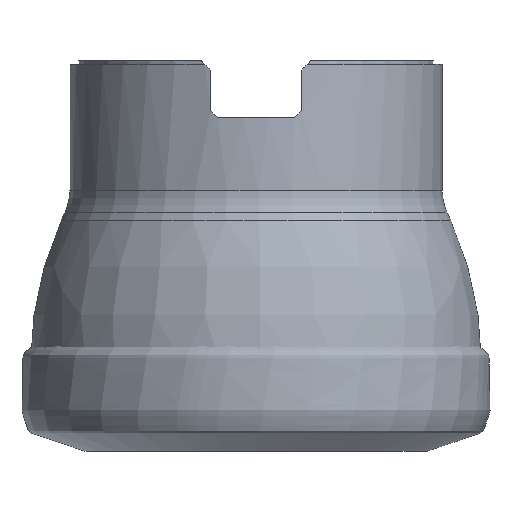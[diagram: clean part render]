
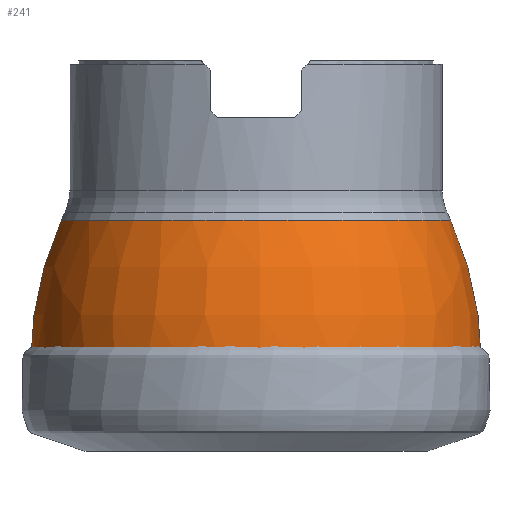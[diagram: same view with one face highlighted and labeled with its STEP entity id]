
A CAD part, front view. The second image highlights one B-rep face of the part: STEP entity #241.
In plain terms, the highlighted free-form (B-spline) face has degree [3, 3] with [4, 7] control points.
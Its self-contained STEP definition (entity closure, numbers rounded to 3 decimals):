
#231=(
BOUNDED_SURFACE()
B_SPLINE_SURFACE(3,3,((#1274,#1275,#1276,#1277,#1278,#1279,#1280),(#1281,
#1282,#1283,#1284,#1285,#1286,#1287),(#1288,#1289,#1290,#1291,#1292,#1293,
#1294),(#1295,#1296,#1297,#1298,#1299,#1300,#1301)),.UNSPECIFIED.,.F.,.T.,
 .F.)
B_SPLINE_SURFACE_WITH_KNOTS((4,4),(1,3,3,3,1),(0.,1.),(-0.5,0.,0.5,1.,1.5),
 .UNSPECIFIED.)
GEOMETRIC_REPRESENTATION_ITEM()
RATIONAL_B_SPLINE_SURFACE(((1.,0.333,0.333,1.,0.333,
0.333,1.),(0.985,0.328,0.328,
0.985,0.328,0.328,0.985),
(0.985,0.328,0.328,0.985,
0.328,0.328,0.985),(1.,0.333,
0.333,1.,0.333,0.333,1.)))
REPRESENTATION_ITEM('')
SURFACE()
);
#241=ADVANCED_FACE('TB_END_SU_12',(#300,#301),#231,.T.);
#300=FACE_BOUND('',#351,.T.);
#301=FACE_BOUND('',#352,.T.);
#351=EDGE_LOOP('',(#423));
#352=EDGE_LOOP('',(#424));
#423=ORIENTED_EDGE('',*,*,#671,.T.);
#424=ORIENTED_EDGE('',*,*,#670,.F.);
#601=VERTEX_POINT('',#1270);
#602=VERTEX_POINT('',#1273);
#670=EDGE_CURVE('',#601,#601,#760,.T.);
#671=EDGE_CURVE('',#602,#602,#761,.T.);
#760=CIRCLE('',#895,22.44);
#761=CIRCLE('',#897,26.011);
#895=AXIS2_PLACEMENT_3D('',#1269,#1018,#1019);
#897=AXIS2_PLACEMENT_3D('',#1272,#1022,#1023);
#1018=DIRECTION('',(0.,0.,1.));
#1019=DIRECTION('',(1.,0.017,0.));
#1022=DIRECTION('',(0.,0.,1.));
#1023=DIRECTION('',(1.,0.017,0.));
#1269=CARTESIAN_POINT('',(0.,0.,-18.376));
#1270=CARTESIAN_POINT('',(22.437,0.392,-18.376));
#1272=CARTESIAN_POINT('',(0.,0.,-35.));
#1273=CARTESIAN_POINT('',(26.007,0.454,-35.));
#1274=CARTESIAN_POINT('',(22.437,0.392,-18.376));
#1275=CARTESIAN_POINT('',(21.653,45.265,-18.376));
#1276=CARTESIAN_POINT('',(-23.22,44.482,-18.376));
#1277=CARTESIAN_POINT('',(-22.437,-0.392,-18.376));
#1278=CARTESIAN_POINT('',(-21.653,-45.265,-18.376));
#1279=CARTESIAN_POINT('',(23.22,-44.482,-18.376));
#1280=CARTESIAN_POINT('',(22.437,0.392,-18.376));
#1281=CARTESIAN_POINT('',(24.799,0.433,-23.622));
#1282=CARTESIAN_POINT('',(23.933,50.031,-23.622));
#1283=CARTESIAN_POINT('',(-25.665,49.165,-23.622));
#1284=CARTESIAN_POINT('',(-24.799,-0.433,-23.622));
#1285=CARTESIAN_POINT('',(-23.933,-50.031,-23.622));
#1286=CARTESIAN_POINT('',(25.665,-49.165,-23.622));
#1287=CARTESIAN_POINT('',(24.799,0.433,-23.622));
#1288=CARTESIAN_POINT('',(26.007,0.454,-29.247));
#1289=CARTESIAN_POINT('',(25.099,52.468,-29.247));
#1290=CARTESIAN_POINT('',(-26.915,51.56,-29.247));
#1291=CARTESIAN_POINT('',(-26.007,-0.454,-29.247));
#1292=CARTESIAN_POINT('',(-25.099,-52.468,-29.247));
#1293=CARTESIAN_POINT('',(26.915,-51.56,-29.247));
#1294=CARTESIAN_POINT('',(26.007,0.454,-29.247));
#1295=CARTESIAN_POINT('',(26.007,0.454,-35.));
#1296=CARTESIAN_POINT('',(25.099,52.468,-35.));
#1297=CARTESIAN_POINT('',(-26.915,51.56,-35.));
#1298=CARTESIAN_POINT('',(-26.007,-0.454,-35.));
#1299=CARTESIAN_POINT('',(-25.099,-52.468,-35.));
#1300=CARTESIAN_POINT('',(26.915,-51.56,-35.));
#1301=CARTESIAN_POINT('',(26.007,0.454,-35.));
